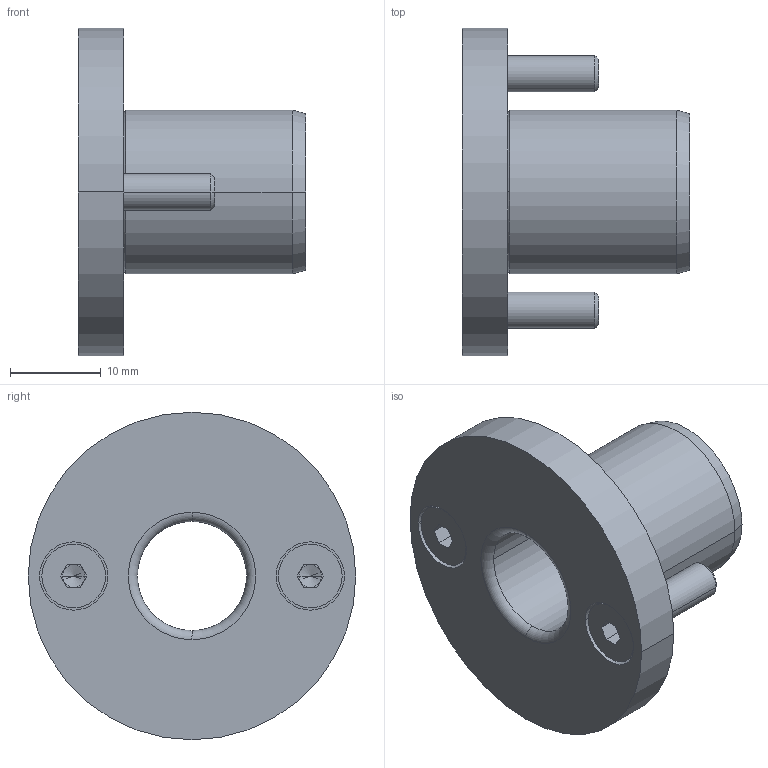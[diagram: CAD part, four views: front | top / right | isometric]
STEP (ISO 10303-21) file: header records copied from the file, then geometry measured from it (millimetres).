
FILE_DESCRIPTION( ( '' ), '1' );
FILE_NAME( 'SHTZ12-25.stp', '2020-11-08T12:20:14', ( '' ), ( '' ), ' ', ' ', ' ' );
FILE_SCHEMA( ( 'CONFIG_CONTROL_DESIGN' ) );
Length unit declared in the file: millimetre
Products named in the file (3): 1; 2; 3
Bounding box: 25 x 36 x 36 mm (x, y, z)
Volume: 7469.3 mm3; surface area: 5174.7 mm2
Topology: 3 solids, 3 shells, 79 faces, 186 edges, 116 vertices
Faces by surface type: plane 35, cylinder 22, cone 12, torus 10
Entity records: 2412 total; most frequent: DIRECTION 446, CARTESIAN_POINT 380, ORIENTED_EDGE 364, AXIS2_PLACEMENT_3D 182, EDGE_CURVE 182, VERTEX_POINT 116, CIRCLE 100, EDGE_LOOP 92
